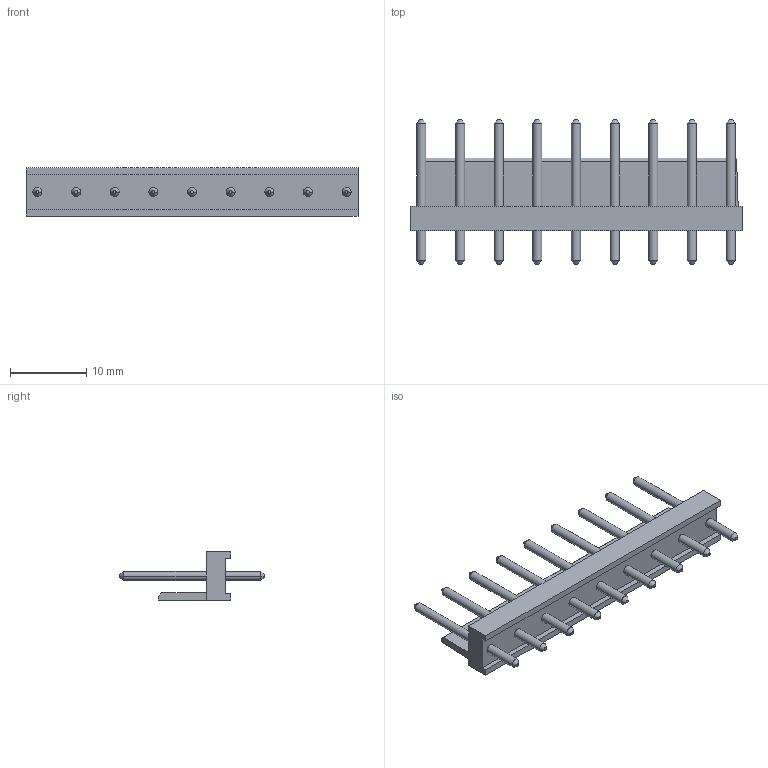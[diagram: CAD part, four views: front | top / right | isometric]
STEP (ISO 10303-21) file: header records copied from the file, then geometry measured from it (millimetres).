
FILE_DESCRIPTION((''),'2;1');
FILE_NAME('010085091','2014-08-21T',('me'),(''),'PRO/ENGINEER BY PARAMETRIC TECHNOLOGY CORPORATION, 2011490','PRO/ENGINEER BY PARAMETRIC TECHNOLOGY CORPORATION, 2011490','');
FILE_SCHEMA(('CONFIG_CONTROL_DESIGN'));
Length unit declared in the file: millimetre
Products named in the file (1): 010085091
Bounding box: 43.64 x 19.03 x 6.35 mm (x, y, z)
Volume: 1144.2 mm3; surface area: 2027.1 mm2
Topology: 1 solids, 1 shells, 137 faces, 342 edges, 234 vertices
Faces by surface type: plane 65, cylinder 36, cone 36
Entity records: 4076 total; most frequent: DIRECTION 744, CARTESIAN_POINT 678, ORIENTED_EDGE 630, EDGE_CURVE 315, AXIS2_PLACEMENT_3D 264, VECTOR 216, LINE 216, VERTEX_POINT 198
